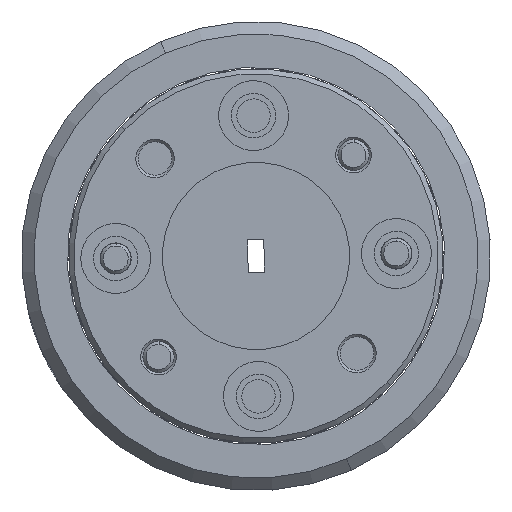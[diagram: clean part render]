
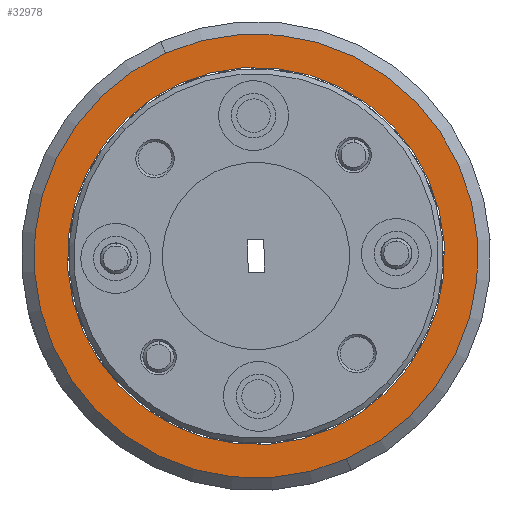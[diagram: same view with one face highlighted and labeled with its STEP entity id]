
A CAD part, left-side view. The second image highlights one B-rep face of the part: STEP entity #32978.
In plain terms, the highlighted planar face has unit normal (-1, 0, 0).
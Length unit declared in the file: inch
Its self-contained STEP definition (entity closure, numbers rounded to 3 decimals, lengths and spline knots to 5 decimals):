
#229 = EDGE_CURVE ( 'NONE', #7980, #30167, #11740, .T. ) ;
#2116 = DIRECTION ( 'NONE',  ( -1., 0., 0. ) ) ;
#2972 = DIRECTION ( 'NONE',  ( 0., -0.407, -0.913 ) ) ;
#4685 = FACE_OUTER_BOUND ( 'NONE', #14041, .T. ) ;
#5047 = CIRCLE ( 'NONE', #6416, 0.445 ) ;
#5353 = CARTESIAN_POINT ( 'NONE',  ( 0., -0.73581, -0.99225 ) ) ;
#5858 = DIRECTION ( 'NONE',  ( -1., 0., 0. ) ) ;
#6416 = AXIS2_PLACEMENT_3D ( 'NONE', #28139, #5858, #31800 ) ;
#6927 = CARTESIAN_POINT ( 'NONE',  ( 0., -0.40093, -0.24046 ) ) ;
#7980 = VERTEX_POINT ( 'NONE', #26757 ) ;
#9035 = CARTESIAN_POINT ( 'NONE',  ( 0., -0.582, -0.64696 ) ) ;
#9255 = ORIENTED_EDGE ( 'NONE', *, *, #11812, .T. ) ;
#11532 = DIRECTION ( 'NONE',  ( 0., -0.407, -0.913 ) ) ;
#11740 = CIRCLE ( 'NONE', #29082, 0.378 ) ;
#11812 = EDGE_CURVE ( 'NONE', #22749, #14424, #5047, .T. ) ;
#14041 = EDGE_LOOP ( 'NONE', ( #9255, #38687 ) ) ;
#14424 = VERTEX_POINT ( 'NONE', #6927 ) ;
#18730 = DIRECTION ( 'NONE',  ( 1., 0., 0. ) ) ;
#19304 = CARTESIAN_POINT ( 'NONE',  ( 0., -0.582, -0.64696 ) ) ;
#20270 = DIRECTION ( 'NONE',  ( 0., -0.407, -0.913 ) ) ;
#21230 = EDGE_CURVE ( 'NONE', #14424, #22749, #28784, .T. ) ;
#21438 = AXIS2_PLACEMENT_3D ( 'NONE', #40700, #2116, #11532 ) ;
#22240 = AXIS2_PLACEMENT_3D ( 'NONE', #23927, #26648, #20270 ) ;
#22749 = VERTEX_POINT ( 'NONE', #26890 ) ;
#23927 = CARTESIAN_POINT ( 'NONE',  ( 0., -0.582, -0.64696 ) ) ;
#26648 = DIRECTION ( 'NONE',  ( 1., 0., 0. ) ) ;
#26757 = CARTESIAN_POINT ( 'NONE',  ( 0., -0.42819, -0.30167 ) ) ;
#26890 = CARTESIAN_POINT ( 'NONE',  ( 0., -0.76307, -1.05345 ) ) ;
#27596 = CIRCLE ( 'NONE', #31629, 0.378 ) ;
#28139 = CARTESIAN_POINT ( 'NONE',  ( 0., -0.582, -0.64696 ) ) ;
#28511 = EDGE_CURVE ( 'NONE', #30167, #7980, #27596, .T. ) ;
#28738 = EDGE_LOOP ( 'NONE', ( #35738, #35993 ) ) ;
#28784 = CIRCLE ( 'NONE', #21438, 0.445 ) ;
#29082 = AXIS2_PLACEMENT_3D ( 'NONE', #9035, #31339, #40725 ) ;
#30167 = VERTEX_POINT ( 'NONE', #5353 ) ;
#31339 = DIRECTION ( 'NONE',  ( 1., 0., 0. ) ) ;
#31629 = AXIS2_PLACEMENT_3D ( 'NONE', #19304, #18730, #2972 ) ;
#31800 = DIRECTION ( 'NONE',  ( 0., -0.407, -0.913 ) ) ;
#32978 = ADVANCED_FACE ( 'NONE', ( #4685, #35924 ), #36601, .F. ) ;
#35738 = ORIENTED_EDGE ( 'NONE', *, *, #229, .T. ) ;
#35924 = FACE_BOUND ( 'NONE', #28738, .T. ) ;
#35993 = ORIENTED_EDGE ( 'NONE', *, *, #28511, .T. ) ;
#36601 = PLANE ( 'NONE',  #22240 ) ;
#38687 = ORIENTED_EDGE ( 'NONE', *, *, #21230, .T. ) ;
#40700 = CARTESIAN_POINT ( 'NONE',  ( 0., -0.582, -0.64696 ) ) ;
#40725 = DIRECTION ( 'NONE',  ( 0., -0.407, -0.913 ) ) ;
